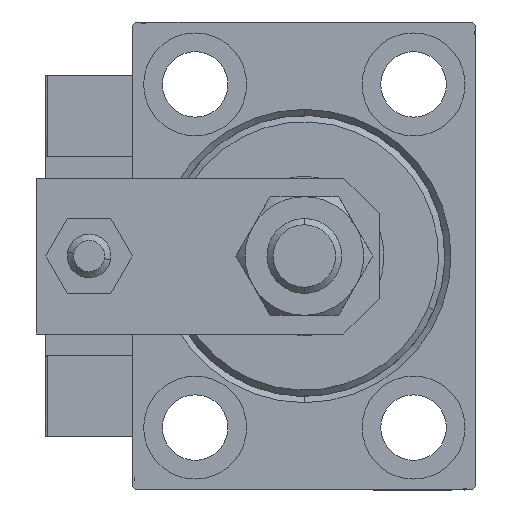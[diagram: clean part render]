
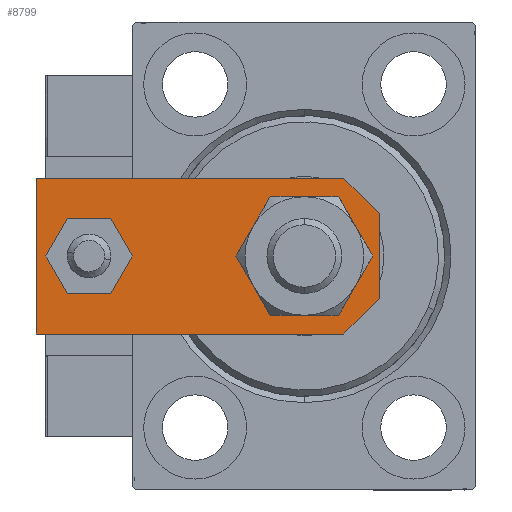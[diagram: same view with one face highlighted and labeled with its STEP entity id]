
A CAD part, left-side view. The second image highlights one B-rep face of the part: STEP entity #8799.
In plain terms, the highlighted face is planar.
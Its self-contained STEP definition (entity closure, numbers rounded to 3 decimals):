
#1050 = AXIS2_PLACEMENT_3D ( 'NONE', #9839, #33769, #5595 ) ;
#1100 = EDGE_LOOP ( 'NONE', ( #15798, #2579 ) ) ;
#1351 = DIRECTION ( 'NONE',  ( 0., 0., 1. ) ) ;
#1867 = CARTESIAN_POINT ( 'NONE',  ( -4., 46.5, 6. ) ) ;
#1875 = DIRECTION ( 'NONE',  ( 1., 0., 0. ) ) ;
#2579 = ORIENTED_EDGE ( 'NONE', *, *, #15931, .F. ) ;
#2679 = EDGE_CURVE ( 'NONE', #51542, #23956, #30294, .T. ) ;
#3057 = DIRECTION ( 'NONE',  ( 0., 0., 1. ) ) ;
#4189 = EDGE_LOOP ( 'NONE', ( #7433, #47320, #26104, #39108, #32604, #37119 ) ) ;
#4651 = CARTESIAN_POINT ( 'NONE',  ( -3.42, -3.42, 6. ) ) ;
#5595 = DIRECTION ( 'NONE',  ( 1., 0., 0. ) ) ;
#6407 = CARTESIAN_POINT ( 'NONE',  ( 12.5, 0., 6. ) ) ;
#7433 = ORIENTED_EDGE ( 'NONE', *, *, #26604, .T. ) ;
#8224 = VECTOR ( 'NONE', #9956, 1000. ) ;
#8799 = ADVANCED_FACE ( 'NONE', ( #37741, #12578, #28774 ), #20557, .T. ) ;
#8938 = CARTESIAN_POINT ( 'NONE',  ( -12.5, 55., 6. ) ) ;
#9046 = VECTOR ( 'NONE', #45871, 1000. ) ;
#9674 = LINE ( 'NONE', #4651, #50481 ) ;
#9839 = CARTESIAN_POINT ( 'NONE',  ( 0., 0., 6. ) ) ;
#9956 = DIRECTION ( 'NONE',  ( 1., 0., 0. ) ) ;
#12578 = FACE_OUTER_BOUND ( 'NONE', #4189, .T. ) ;
#13319 = VECTOR ( 'NONE', #29941, 1000. ) ;
#13927 = AXIS2_PLACEMENT_3D ( 'NONE', #37738, #1351, #1875 ) ;
#14262 = CARTESIAN_POINT ( 'NONE',  ( -12.5, 55., 6. ) ) ;
#15322 = VERTEX_POINT ( 'NONE', #25449 ) ;
#15666 = ORIENTED_EDGE ( 'NONE', *, *, #2679, .F. ) ;
#15798 = ORIENTED_EDGE ( 'NONE', *, *, #35349, .F. ) ;
#15801 = DIRECTION ( 'NONE',  ( 1., 0., 0. ) ) ;
#15931 = EDGE_CURVE ( 'NONE', #20556, #44945, #30868, .T. ) ;
#16109 = CARTESIAN_POINT ( 'NONE',  ( -12.5, 5.66, 6. ) ) ;
#16500 = VERTEX_POINT ( 'NONE', #16109 ) ;
#17085 = ORIENTED_EDGE ( 'NONE', *, *, #33293, .F. ) ;
#17203 = CARTESIAN_POINT ( 'NONE',  ( -6.84, 0., 6. ) ) ;
#17622 = EDGE_CURVE ( 'NONE', #16500, #36743, #9674, .T. ) ;
#17964 = CARTESIAN_POINT ( 'NONE',  ( 12.5, 55., 6. ) ) ;
#18376 = AXIS2_PLACEMENT_3D ( 'NONE', #36381, #48597, #48335 ) ;
#20388 = CARTESIAN_POINT ( 'NONE',  ( 4., 46.5, 6. ) ) ;
#20556 = VERTEX_POINT ( 'NONE', #20388 ) ;
#20557 = PLANE ( 'NONE',  #1050 ) ;
#21129 = DIRECTION ( 'NONE',  ( 0.707, -0.707, 0. ) ) ;
#21192 = CARTESIAN_POINT ( 'NONE',  ( 12.5, 55., 6. ) ) ;
#21595 = DIRECTION ( 'NONE',  ( 0., 1., 0. ) ) ;
#23113 = DIRECTION ( 'NONE',  ( 0.707, 0.707, 0. ) ) ;
#23956 = VERTEX_POINT ( 'NONE', #33405 ) ;
#25107 = EDGE_LOOP ( 'NONE', ( #15666, #17085 ) ) ;
#25449 = CARTESIAN_POINT ( 'NONE',  ( 12.5, 5.66, 6. ) ) ;
#26104 = ORIENTED_EDGE ( 'NONE', *, *, #26968, .T. ) ;
#26480 = LINE ( 'NONE', #14262, #13319 ) ;
#26604 = EDGE_CURVE ( 'NONE', #35829, #16500, #26480, .T. ) ;
#26751 = CIRCLE ( 'NONE', #30167, 8.25 ) ;
#26968 = EDGE_CURVE ( 'NONE', #36743, #35593, #34648, .T. ) ;
#28774 = FACE_BOUND ( 'NONE', #25107, .T. ) ;
#29941 = DIRECTION ( 'NONE',  ( 0., -1., 0. ) ) ;
#30138 = CARTESIAN_POINT ( 'NONE',  ( -12.5, 0., 6. ) ) ;
#30167 = AXIS2_PLACEMENT_3D ( 'NONE', #50814, #31135, #39120 ) ;
#30294 = CIRCLE ( 'NONE', #47286, 8.25 ) ;
#30657 = VERTEX_POINT ( 'NONE', #21192 ) ;
#30868 = CIRCLE ( 'NONE', #13927, 4. ) ;
#31135 = DIRECTION ( 'NONE',  ( 0., 0., 1. ) ) ;
#32604 = ORIENTED_EDGE ( 'NONE', *, *, #38128, .T. ) ;
#33293 = EDGE_CURVE ( 'NONE', #23956, #51542, #26751, .T. ) ;
#33405 = CARTESIAN_POINT ( 'NONE',  ( 8.25, 12., 6. ) ) ;
#33623 = VECTOR ( 'NONE', #21595, 1000. ) ;
#33769 = DIRECTION ( 'NONE',  ( 0., 0., 1. ) ) ;
#34648 = LINE ( 'NONE', #30138, #8224 ) ;
#35055 = EDGE_CURVE ( 'NONE', #30657, #35829, #41882, .T. ) ;
#35349 = EDGE_CURVE ( 'NONE', #44945, #20556, #50616, .T. ) ;
#35593 = VERTEX_POINT ( 'NONE', #50176 ) ;
#35829 = VERTEX_POINT ( 'NONE', #8938 ) ;
#36381 = CARTESIAN_POINT ( 'NONE',  ( 0., 46.5, 6. ) ) ;
#36743 = VERTEX_POINT ( 'NONE', #17203 ) ;
#37119 = ORIENTED_EDGE ( 'NONE', *, *, #35055, .T. ) ;
#37738 = CARTESIAN_POINT ( 'NONE',  ( 0., 46.5, 6. ) ) ;
#37741 = FACE_BOUND ( 'NONE', #1100, .T. ) ;
#38128 = EDGE_CURVE ( 'NONE', #15322, #30657, #42552, .T. ) ;
#38213 = VECTOR ( 'NONE', #23113, 1000. ) ;
#38277 = CARTESIAN_POINT ( 'NONE',  ( 3.42, -3.42, 6. ) ) ;
#39051 = LINE ( 'NONE', #38277, #38213 ) ;
#39108 = ORIENTED_EDGE ( 'NONE', *, *, #47123, .T. ) ;
#39120 = DIRECTION ( 'NONE',  ( 1., 0., 0. ) ) ;
#40452 = CARTESIAN_POINT ( 'NONE',  ( -8.25, 12., 6. ) ) ;
#41882 = LINE ( 'NONE', #17964, #9046 ) ;
#42552 = LINE ( 'NONE', #6407, #33623 ) ;
#44945 = VERTEX_POINT ( 'NONE', #1867 ) ;
#45871 = DIRECTION ( 'NONE',  ( -1., 0., 0. ) ) ;
#47123 = EDGE_CURVE ( 'NONE', #35593, #15322, #39051, .T. ) ;
#47286 = AXIS2_PLACEMENT_3D ( 'NONE', #52180, #3057, #15801 ) ;
#47320 = ORIENTED_EDGE ( 'NONE', *, *, #17622, .T. ) ;
#48335 = DIRECTION ( 'NONE',  ( 1., 0., 0. ) ) ;
#48597 = DIRECTION ( 'NONE',  ( 0., 0., 1. ) ) ;
#50176 = CARTESIAN_POINT ( 'NONE',  ( 6.84, 0., 6. ) ) ;
#50481 = VECTOR ( 'NONE', #21129, 1000. ) ;
#50616 = CIRCLE ( 'NONE', #18376, 4. ) ;
#50814 = CARTESIAN_POINT ( 'NONE',  ( 0., 12., 6. ) ) ;
#51542 = VERTEX_POINT ( 'NONE', #40452 ) ;
#52180 = CARTESIAN_POINT ( 'NONE',  ( 0., 12., 6. ) ) ;
